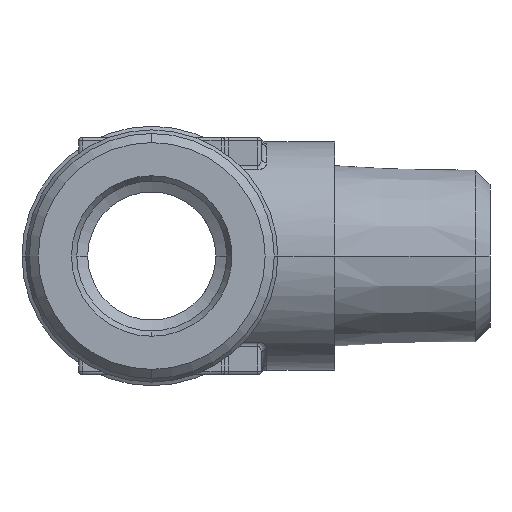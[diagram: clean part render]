
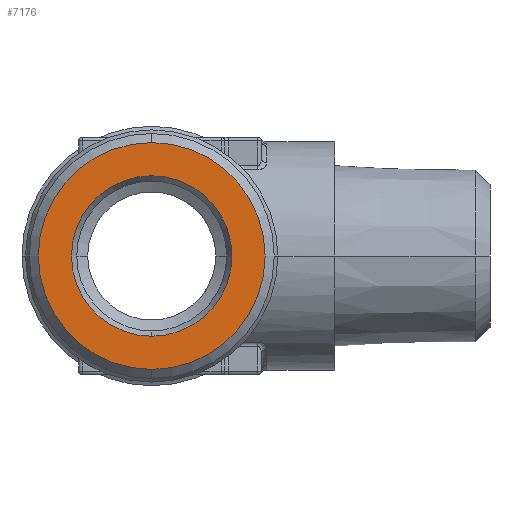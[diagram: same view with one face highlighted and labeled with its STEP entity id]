
A CAD part, left-side view. The second image highlights one B-rep face of the part: STEP entity #7176.
In plain terms, the highlighted planar face has unit normal (-1, 0, 0).
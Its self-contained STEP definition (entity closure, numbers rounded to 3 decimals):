
#2454=CARTESIAN_POINT('',(-27.7,0.,0.));
#2455=DIRECTION('',(-1.,0.,0.));
#2456=DIRECTION('',(0.,0.,-1.));
#2457=AXIS2_PLACEMENT_3D('',#2454,#2455,#2456);
#2467=CARTESIAN_POINT('',(-27.7,0.,0.));
#2468=DIRECTION('',(1.,0.,0.));
#2469=DIRECTION('',(0.,0.,-1.));
#2470=AXIS2_PLACEMENT_3D('',#2467,#2468,#2469);
#2472=CARTESIAN_POINT('',(-27.7,0.,0.));
#2473=DIRECTION('',(1.,0.,0.));
#2474=DIRECTION('',(0.,0.,-1.));
#2475=AXIS2_PLACEMENT_3D('',#2472,#2473,#2474);
#2477=CARTESIAN_POINT('',(-27.7,0.,0.));
#2478=DIRECTION('',(-1.,0.,0.));
#2479=DIRECTION('',(0.,0.,-1.));
#2480=AXIS2_PLACEMENT_3D('',#2477,#2478,#2479);
#2771=CARTESIAN_POINT('',(-27.7,0.,-4.389));
#2773=VERTEX_POINT('',#2771);
#2774=CARTESIAN_POINT('',(-27.7,0.,-6.2));
#2776=VERTEX_POINT('',#2774);
#2781=CARTESIAN_POINT('',(-27.7,0.,4.389));
#2783=VERTEX_POINT('',#2781);
#2784=CARTESIAN_POINT('',(-27.7,0.,6.2));
#2786=VERTEX_POINT('',#2784);
#7161=CARTESIAN_POINT('',(-27.7,0.,0.));
#7162=DIRECTION('',(-1.,0.,0.));
#7163=DIRECTION('',(0.,0.,1.));
#7164=AXIS2_PLACEMENT_3D('',#7161,#7162,#7163);
#7165=PLANE('',#7164);
#7166=ORIENTED_EDGE('',*,*,#7140,.F.);
#7167=ORIENTED_EDGE('',*,*,#7156,.T.);
#7168=EDGE_LOOP('',(#7166,#7167));
#7169=FACE_OUTER_BOUND('',#7168,.F.);
#7171=ORIENTED_EDGE('',*,*,#7170,.F.);
#7173=ORIENTED_EDGE('',*,*,#7172,.T.);
#7174=EDGE_LOOP('',(#7171,#7173));
#7175=FACE_BOUND('',#7174,.F.);
#7176=ADVANCED_FACE('',(#7169,#7175),#7165,.T.);
#2458=CIRCLE('',#2457,6.2);
#2471=CIRCLE('',#2470,6.2);
#2476=CIRCLE('',#2475,4.389);
#2481=CIRCLE('',#2480,4.389);
#7140=EDGE_CURVE('',#2776,#2786,#2458,.T.);
#7156=EDGE_CURVE('',#2776,#2786,#2471,.T.);
#7170=EDGE_CURVE('',#2773,#2783,#2476,.T.);
#7172=EDGE_CURVE('',#2773,#2783,#2481,.T.);
